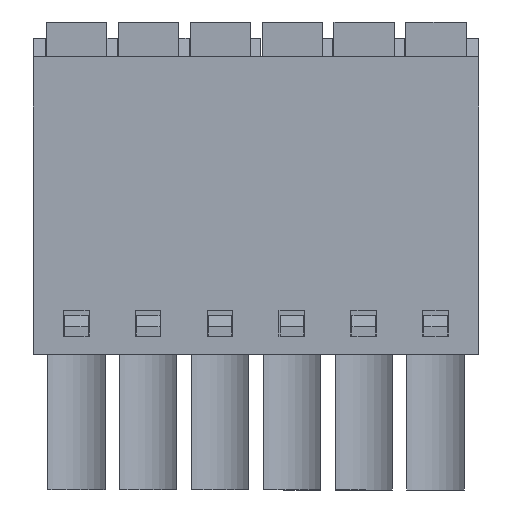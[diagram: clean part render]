
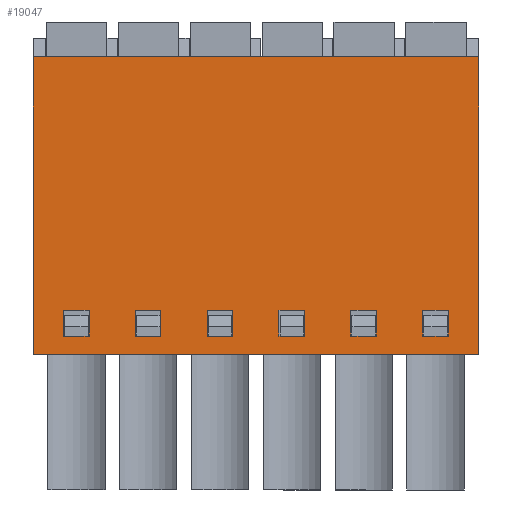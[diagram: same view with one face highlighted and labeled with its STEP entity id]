
A CAD part, front view. The second image highlights one B-rep face of the part: STEP entity #19047.
In plain terms, the highlighted planar face has unit normal (0, -1, 0).
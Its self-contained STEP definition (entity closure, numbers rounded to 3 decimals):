
#2017=ORIENTED_EDGE('',*,*,#6645,.F.);
#2018=ORIENTED_EDGE('',*,*,#7350,.F.);
#2019=ORIENTED_EDGE('',*,*,#7351,.F.);
#2020=ORIENTED_EDGE('',*,*,#7352,.F.);
#2021=ORIENTED_EDGE('',*,*,#6845,.F.);
#2022=ORIENTED_EDGE('',*,*,#7353,.F.);
#2023=ORIENTED_EDGE('',*,*,#7354,.F.);
#2024=ORIENTED_EDGE('',*,*,#7355,.F.);
#2025=ORIENTED_EDGE('',*,*,#6969,.F.);
#2026=ORIENTED_EDGE('',*,*,#7356,.F.);
#2027=ORIENTED_EDGE('',*,*,#7357,.F.);
#2028=ORIENTED_EDGE('',*,*,#7358,.F.);
#2029=ORIENTED_EDGE('',*,*,#7093,.F.);
#2030=ORIENTED_EDGE('',*,*,#7359,.F.);
#2031=ORIENTED_EDGE('',*,*,#7360,.F.);
#2032=ORIENTED_EDGE('',*,*,#7361,.F.);
#2033=ORIENTED_EDGE('',*,*,#7217,.F.);
#2034=ORIENTED_EDGE('',*,*,#7362,.F.);
#2035=ORIENTED_EDGE('',*,*,#7363,.F.);
#2036=ORIENTED_EDGE('',*,*,#7364,.F.);
#2037=ORIENTED_EDGE('',*,*,#7341,.F.);
#2038=ORIENTED_EDGE('',*,*,#7365,.F.);
#2039=ORIENTED_EDGE('',*,*,#7366,.F.);
#2040=ORIENTED_EDGE('',*,*,#7367,.F.);
#2041=ORIENTED_EDGE('',*,*,#7368,.T.);
#2042=ORIENTED_EDGE('',*,*,#6593,.F.);
#2043=ORIENTED_EDGE('',*,*,#7369,.F.);
#2044=ORIENTED_EDGE('',*,*,#6402,.T.);
#6402=EDGE_CURVE('',#9210,#9209,#11098,.T.);
#6593=EDGE_CURVE('',#9378,#9379,#11281,.T.);
#6645=EDGE_CURVE('',#9421,#9422,#11333,.T.);
#6845=EDGE_CURVE('',#9577,#9578,#11513,.T.);
#6969=EDGE_CURVE('',#9662,#9663,#11616,.T.);
#7093=EDGE_CURVE('',#9747,#9748,#11719,.T.);
#7217=EDGE_CURVE('',#9832,#9833,#11822,.T.);
#7341=EDGE_CURVE('',#9917,#9918,#11925,.T.);
#7350=EDGE_CURVE('',#9923,#9421,#11932,.T.);
#7351=EDGE_CURVE('',#9924,#9923,#11933,.T.);
#7352=EDGE_CURVE('',#9422,#9924,#11934,.T.);
#7353=EDGE_CURVE('',#9925,#9577,#11935,.T.);
#7354=EDGE_CURVE('',#9926,#9925,#11936,.T.);
#7355=EDGE_CURVE('',#9578,#9926,#11937,.T.);
#7356=EDGE_CURVE('',#9927,#9662,#11938,.T.);
#7357=EDGE_CURVE('',#9928,#9927,#11939,.T.);
#7358=EDGE_CURVE('',#9663,#9928,#11940,.T.);
#7359=EDGE_CURVE('',#9929,#9747,#11941,.T.);
#7360=EDGE_CURVE('',#9930,#9929,#11942,.T.);
#7361=EDGE_CURVE('',#9748,#9930,#11943,.T.);
#7362=EDGE_CURVE('',#9931,#9832,#11944,.T.);
#7363=EDGE_CURVE('',#9932,#9931,#11945,.T.);
#7364=EDGE_CURVE('',#9833,#9932,#11946,.T.);
#7365=EDGE_CURVE('',#9933,#9917,#11947,.T.);
#7366=EDGE_CURVE('',#9934,#9933,#11948,.T.);
#7367=EDGE_CURVE('',#9918,#9934,#11949,.T.);
#7368=EDGE_CURVE('',#9209,#9379,#11950,.T.);
#7369=EDGE_CURVE('',#9210,#9378,#11951,.T.);
#9209=VERTEX_POINT('',#26549);
#9210=VERTEX_POINT('',#26551);
#9378=VERTEX_POINT('',#26923);
#9379=VERTEX_POINT('',#26925);
#9421=VERTEX_POINT('',#27020);
#9422=VERTEX_POINT('',#27022);
#9577=VERTEX_POINT('',#27459);
#9578=VERTEX_POINT('',#27461);
#9662=VERTEX_POINT('',#27750);
#9663=VERTEX_POINT('',#27752);
#9747=VERTEX_POINT('',#28041);
#9748=VERTEX_POINT('',#28043);
#9832=VERTEX_POINT('',#28332);
#9833=VERTEX_POINT('',#28334);
#9917=VERTEX_POINT('',#28623);
#9918=VERTEX_POINT('',#28625);
#9923=VERTEX_POINT('',#28642);
#9924=VERTEX_POINT('',#28644);
#9925=VERTEX_POINT('',#28647);
#9926=VERTEX_POINT('',#28649);
#9927=VERTEX_POINT('',#28652);
#9928=VERTEX_POINT('',#28654);
#9929=VERTEX_POINT('',#28657);
#9930=VERTEX_POINT('',#28659);
#9931=VERTEX_POINT('',#28662);
#9932=VERTEX_POINT('',#28664);
#9933=VERTEX_POINT('',#28667);
#9934=VERTEX_POINT('',#28669);
#11098=LINE('',#26550,#13565);
#11281=LINE('',#26924,#13748);
#11333=LINE('',#27021,#13800);
#11513=LINE('',#27460,#13980);
#11616=LINE('',#27751,#14083);
#11719=LINE('',#28042,#14186);
#11822=LINE('',#28333,#14289);
#11925=LINE('',#28624,#14392);
#11932=LINE('',#28641,#14399);
#11933=LINE('',#28643,#14400);
#11934=LINE('',#28645,#14401);
#11935=LINE('',#28646,#14402);
#11936=LINE('',#28648,#14403);
#11937=LINE('',#28650,#14404);
#11938=LINE('',#28651,#14405);
#11939=LINE('',#28653,#14406);
#11940=LINE('',#28655,#14407);
#11941=LINE('',#28656,#14408);
#11942=LINE('',#28658,#14409);
#11943=LINE('',#28660,#14410);
#11944=LINE('',#28661,#14411);
#11945=LINE('',#28663,#14412);
#11946=LINE('',#28665,#14413);
#11947=LINE('',#28666,#14414);
#11948=LINE('',#28668,#14415);
#11949=LINE('',#28670,#14416);
#11950=LINE('',#28671,#14417);
#11951=LINE('',#28672,#14418);
#13565=VECTOR('',#21343,1000.);
#13748=VECTOR('',#21570,1000.);
#13800=VECTOR('',#21626,1000.);
#13980=VECTOR('',#21914,1000.);
#14083=VECTOR('',#22125,1000.);
#14186=VECTOR('',#22336,1000.);
#14289=VECTOR('',#22547,1000.);
#14392=VECTOR('',#22758,1000.);
#14399=VECTOR('',#22775,1000.);
#14400=VECTOR('',#22776,1000.);
#14401=VECTOR('',#22777,1000.);
#14402=VECTOR('',#22778,1000.);
#14403=VECTOR('',#22779,1000.);
#14404=VECTOR('',#22780,1000.);
#14405=VECTOR('',#22781,1000.);
#14406=VECTOR('',#22782,1000.);
#14407=VECTOR('',#22783,1000.);
#14408=VECTOR('',#22784,1000.);
#14409=VECTOR('',#22785,1000.);
#14410=VECTOR('',#22786,1000.);
#14411=VECTOR('',#22787,1000.);
#14412=VECTOR('',#22788,1000.);
#14413=VECTOR('',#22789,1000.);
#14414=VECTOR('',#22790,1000.);
#14415=VECTOR('',#22791,1000.);
#14416=VECTOR('',#22792,1000.);
#14417=VECTOR('',#22793,1000.);
#14418=VECTOR('',#22794,1000.);
#16181=EDGE_LOOP('',(#2017,#2018,#2019,#2020));
#16182=EDGE_LOOP('',(#2021,#2022,#2023,#2024));
#16183=EDGE_LOOP('',(#2025,#2026,#2027,#2028));
#16184=EDGE_LOOP('',(#2029,#2030,#2031,#2032));
#16185=EDGE_LOOP('',(#2033,#2034,#2035,#2036));
#16186=EDGE_LOOP('',(#2037,#2038,#2039,#2040));
#16187=EDGE_LOOP('',(#2041,#2042,#2043,#2044));
#17216=FACE_BOUND('',#16181,.T.);
#17217=FACE_BOUND('',#16182,.T.);
#17218=FACE_BOUND('',#16183,.T.);
#17219=FACE_BOUND('',#16184,.T.);
#17220=FACE_BOUND('',#16185,.T.);
#17221=FACE_BOUND('',#16186,.T.);
#17222=FACE_BOUND('',#16187,.T.);
#18215=PLANE('',#20176);
#19047=ADVANCED_FACE('',(#17216,#17217,#17218,#17219,#17220,#17221,#17222),
#18215,.F.);
#20176=AXIS2_PLACEMENT_3D('',#28640,#22773,#22774);
#21343=DIRECTION('',(-1.,0.,0.));
#21570=DIRECTION('',(-1.,0.,0.));
#21626=DIRECTION('',(1.,0.,0.));
#21914=DIRECTION('',(1.,0.,0.));
#22125=DIRECTION('',(1.,0.,0.));
#22336=DIRECTION('',(1.,0.,0.));
#22547=DIRECTION('',(1.,0.,0.));
#22758=DIRECTION('',(1.,0.,0.));
#22773=DIRECTION('',(0.,1.,0.));
#22774=DIRECTION('',(0.,0.,1.));
#22775=DIRECTION('',(0.,0.,-1.));
#22776=DIRECTION('',(-1.,0.,0.));
#22777=DIRECTION('',(0.,0.,1.));
#22778=DIRECTION('',(0.,0.,-1.));
#22779=DIRECTION('',(-1.,0.,0.));
#22780=DIRECTION('',(0.,0.,1.));
#22781=DIRECTION('',(0.,0.,-1.));
#22782=DIRECTION('',(-1.,0.,0.));
#22783=DIRECTION('',(0.,0.,1.));
#22784=DIRECTION('',(0.,0.,-1.));
#22785=DIRECTION('',(-1.,0.,0.));
#22786=DIRECTION('',(0.,0.,1.));
#22787=DIRECTION('',(0.,0.,-1.));
#22788=DIRECTION('',(-1.,0.,0.));
#22789=DIRECTION('',(0.,0.,1.));
#22790=DIRECTION('',(0.,0.,-1.));
#22791=DIRECTION('',(-1.,0.,0.));
#22792=DIRECTION('',(0.,0.,1.));
#22793=DIRECTION('',(0.,0.,-1.));
#22794=DIRECTION('',(0.,0.,-1.));
#26549=CARTESIAN_POINT('',(-10.85,-3.9,7.25));
#26550=CARTESIAN_POINT('',(10.85,-3.9,7.25));
#26551=CARTESIAN_POINT('',(10.85,-3.9,7.25));
#26923=CARTESIAN_POINT('',(10.85,-3.9,-7.25));
#26924=CARTESIAN_POINT('',(10.85,-3.9,-7.25));
#26925=CARTESIAN_POINT('',(-10.85,-3.9,-7.25));
#27020=CARTESIAN_POINT('',(-9.38,-3.9,-6.35));
#27021=CARTESIAN_POINT('',(-9.38,-3.9,-6.35));
#27022=CARTESIAN_POINT('',(-8.13,-3.9,-6.35));
#27459=CARTESIAN_POINT('',(-5.88,-3.9,-6.35));
#27460=CARTESIAN_POINT('',(-5.88,-3.9,-6.35));
#27461=CARTESIAN_POINT('',(-4.63,-3.9,-6.35));
#27750=CARTESIAN_POINT('',(-2.38,-3.9,-6.35));
#27751=CARTESIAN_POINT('',(-2.38,-3.9,-6.35));
#27752=CARTESIAN_POINT('',(-1.13,-3.9,-6.35));
#28041=CARTESIAN_POINT('',(1.12,-3.9,-6.35));
#28042=CARTESIAN_POINT('',(1.12,-3.9,-6.35));
#28043=CARTESIAN_POINT('',(2.37,-3.9,-6.35));
#28332=CARTESIAN_POINT('',(4.62,-3.9,-6.35));
#28333=CARTESIAN_POINT('',(4.62,-3.9,-6.35));
#28334=CARTESIAN_POINT('',(5.87,-3.9,-6.35));
#28623=CARTESIAN_POINT('',(8.12,-3.9,-6.35));
#28624=CARTESIAN_POINT('',(8.12,-3.9,-6.35));
#28625=CARTESIAN_POINT('',(9.37,-3.9,-6.35));
#28640=CARTESIAN_POINT('',(10.85,-3.9,7.25));
#28641=CARTESIAN_POINT('',(-9.38,-3.9,-5.1));
#28642=CARTESIAN_POINT('',(-9.38,-3.9,-5.1));
#28643=CARTESIAN_POINT('',(-8.13,-3.9,-5.1));
#28644=CARTESIAN_POINT('',(-8.13,-3.9,-5.1));
#28645=CARTESIAN_POINT('',(-8.13,-3.9,-6.35));
#28646=CARTESIAN_POINT('',(-5.88,-3.9,-5.1));
#28647=CARTESIAN_POINT('',(-5.88,-3.9,-5.1));
#28648=CARTESIAN_POINT('',(-4.63,-3.9,-5.1));
#28649=CARTESIAN_POINT('',(-4.63,-3.9,-5.1));
#28650=CARTESIAN_POINT('',(-4.63,-3.9,-6.35));
#28651=CARTESIAN_POINT('',(-2.38,-3.9,-5.1));
#28652=CARTESIAN_POINT('',(-2.38,-3.9,-5.1));
#28653=CARTESIAN_POINT('',(-1.13,-3.9,-5.1));
#28654=CARTESIAN_POINT('',(-1.13,-3.9,-5.1));
#28655=CARTESIAN_POINT('',(-1.13,-3.9,-6.35));
#28656=CARTESIAN_POINT('',(1.12,-3.9,-5.1));
#28657=CARTESIAN_POINT('',(1.12,-3.9,-5.1));
#28658=CARTESIAN_POINT('',(2.37,-3.9,-5.1));
#28659=CARTESIAN_POINT('',(2.37,-3.9,-5.1));
#28660=CARTESIAN_POINT('',(2.37,-3.9,-6.35));
#28661=CARTESIAN_POINT('',(4.62,-3.9,-5.1));
#28662=CARTESIAN_POINT('',(4.62,-3.9,-5.1));
#28663=CARTESIAN_POINT('',(5.87,-3.9,-5.1));
#28664=CARTESIAN_POINT('',(5.87,-3.9,-5.1));
#28665=CARTESIAN_POINT('',(5.87,-3.9,-6.35));
#28666=CARTESIAN_POINT('',(8.12,-3.9,-5.1));
#28667=CARTESIAN_POINT('',(8.12,-3.9,-5.1));
#28668=CARTESIAN_POINT('',(9.37,-3.9,-5.1));
#28669=CARTESIAN_POINT('',(9.37,-3.9,-5.1));
#28670=CARTESIAN_POINT('',(9.37,-3.9,-6.35));
#28671=CARTESIAN_POINT('',(-10.85,-3.9,7.25));
#28672=CARTESIAN_POINT('',(10.85,-3.9,7.25));
